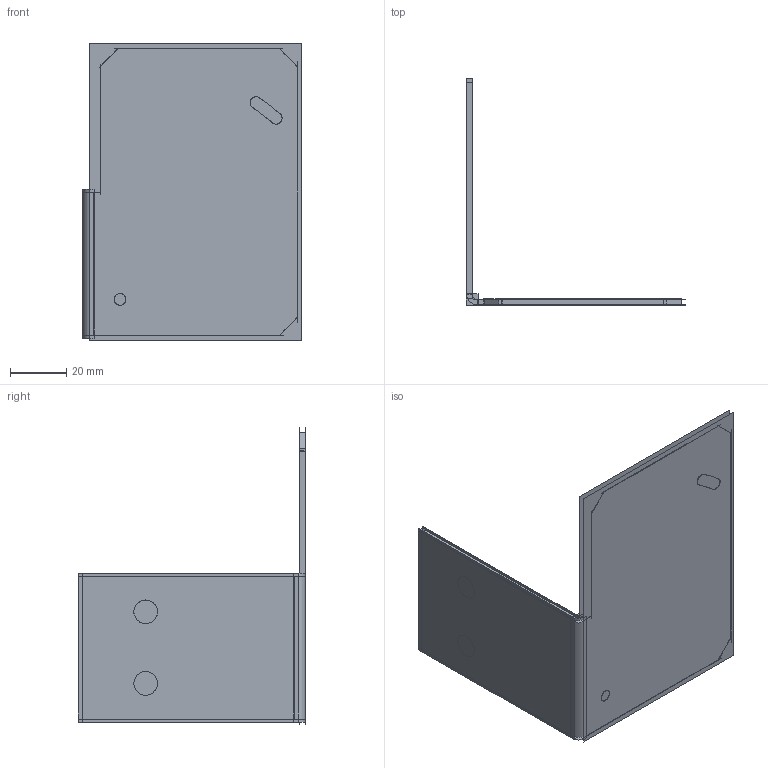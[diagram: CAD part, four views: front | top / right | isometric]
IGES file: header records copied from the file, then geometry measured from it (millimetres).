
Start section:  PTC IGES file: 202948.igs
Global section: file name: 202948.igs; native system: Creo Parametric by PTC Inc.; preprocessor: 2016260; author: pdmadmin; organization: Unknown; date: 20170918.141726; units: millimetre
Bounding box: 77.83 x 80.55 x 105.66 mm (x, y, z)
Volume: 21037.1 mm3; surface area: 95728.8 mm2
Topology: 1 solids, 1 shells, 58 faces, 286 edges, 356 vertices
Faces by surface type: bspline 34, revolution 24
